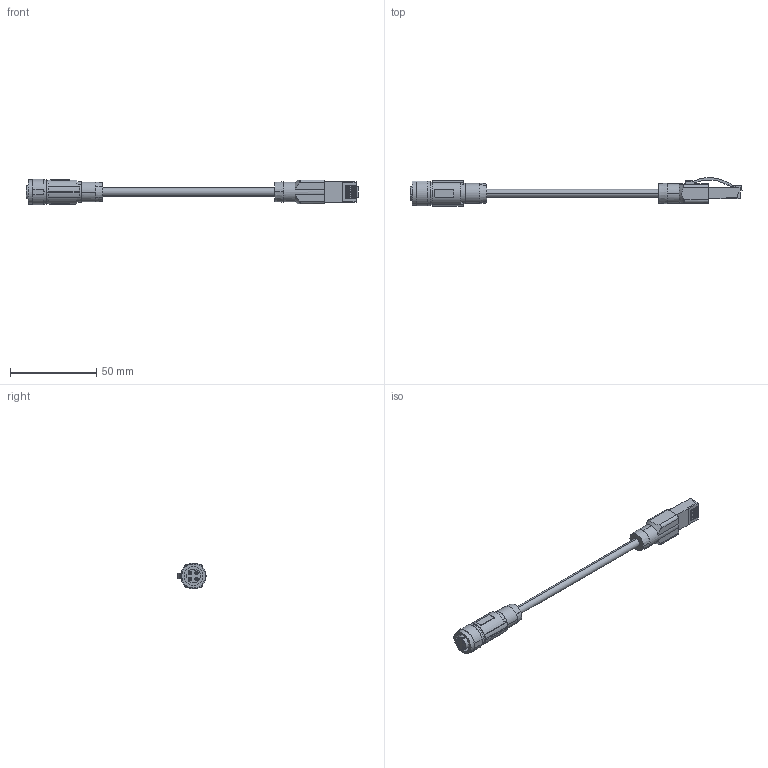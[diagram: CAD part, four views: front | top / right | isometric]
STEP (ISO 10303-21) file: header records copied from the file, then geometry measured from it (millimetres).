
FILE_DESCRIPTION(('SolidDesigner STEP Export'),'2;1');
FILE_NAME('1407532_NBC_FSD__1.0_93B_R4AC_SCO-select.stp','2013-04-24T10:06:14',(''),(''),'Creo Elements/Direct Modeling STEP processor for AP214 (Solid Model)','Creo Elements/Direct Modeling 18.1 06-May-2012 (C) Parametric Technology GmbH','');
FILE_SCHEMA(('AUTOMOTIVE_DESIGN { 1 0 10303 214 1 1 1 1 }'));
Length unit declared in the file: millimetre
Products named in the file (1): 1407532_NBC_FSD__1.0_93B_R4AC_SCO-select
Bounding box: 193 x 16.7 x 14.79 mm (x, y, z)
Volume: 12855.7 mm3; surface area: 6799.5 mm2
Topology: 1 solids, 1 shells, 234 faces, 635 edges, 416 vertices
Faces by surface type: plane 162, cylinder 56, cone 16
Entity records: 10560 total; most frequent: CARTESIAN_POINT 3022, ORIENTED_EDGE 1270, DIRECTION 1042, EDGE_CURVE 635, VECTOR 428, LINE 428, VERTEX_POINT 416, AXIS2_PLACEMENT_3D 307
